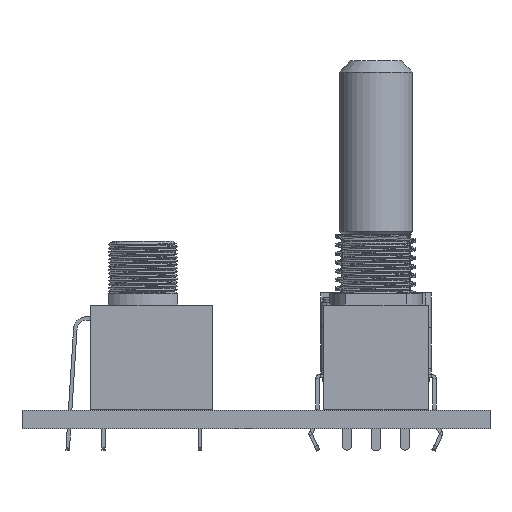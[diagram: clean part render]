
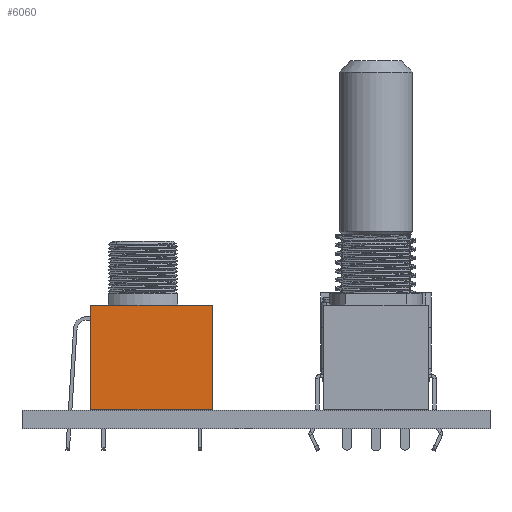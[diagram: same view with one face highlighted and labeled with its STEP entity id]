
A CAD part, front view. The second image highlights one B-rep face of the part: STEP entity #6060.
In plain terms, the highlighted face is planar.
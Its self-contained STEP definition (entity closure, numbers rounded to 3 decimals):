
#2516 = PLANE('',#2517);
#2517 = AXIS2_PLACEMENT_3D('',#2518,#2519,#2520);
#2518 = CARTESIAN_POINT('',(0.,0.,9.));
#2519 = DIRECTION('',(0.,0.,1.));
#2520 = DIRECTION('',(1.,0.,-0.));
#3180 = PLANE('',#3181);
#3181 = AXIS2_PLACEMENT_3D('',#3182,#3183,#3184);
#3182 = CARTESIAN_POINT('',(0.,0.,0.));
#3183 = DIRECTION('',(0.,0.,1.));
#3184 = DIRECTION('',(1.,0.,-0.));
#5901 = PLANE('',#5902);
#5902 = AXIS2_PLACEMENT_3D('',#5903,#5904,#5905);
#5903 = CARTESIAN_POINT('',(4.5,5.25,9.));
#5904 = DIRECTION('',(0.,-1.,0.));
#5905 = DIRECTION('',(0.,0.,-1.));
#5952 = PLANE('',#5953);
#5953 = AXIS2_PLACEMENT_3D('',#5954,#5955,#5956);
#5954 = CARTESIAN_POINT('',(-4.5,-5.25,9.));
#5955 = DIRECTION('',(0.,1.,0.));
#5956 = DIRECTION('',(0.,-0.,1.));
#5988 = EDGE_CURVE('',#5989,#5991,#5993,.T.);
#5989 = VERTEX_POINT('',#5990);
#5990 = CARTESIAN_POINT('',(4.5,5.25,9.));
#5991 = VERTEX_POINT('',#5992);
#5992 = CARTESIAN_POINT('',(4.5,5.25,0.));
#5993 = SURFACE_CURVE('',#5994,(#5998,#6005),.PCURVE_S1.);
#5994 = LINE('',#5995,#5996);
#5995 = CARTESIAN_POINT('',(4.5,5.25,9.));
#5996 = VECTOR('',#5997,1.);
#5997 = DIRECTION('',(0.,0.,-1.));
#5998 = PCURVE('',#5901,#5999);
#5999 = DEFINITIONAL_REPRESENTATION('',(#6000),#6004);
#6000 = LINE('',#6001,#6002);
#6001 = CARTESIAN_POINT('',(0.,0.));
#6002 = VECTOR('',#6003,1.);
#6003 = DIRECTION('',(1.,0.));
#6004 = ( GEOMETRIC_REPRESENTATION_CONTEXT(2) 
PARAMETRIC_REPRESENTATION_CONTEXT() REPRESENTATION_CONTEXT('2D SPACE',''
  ) );
#6005 = PCURVE('',#6006,#6011);
#6006 = PLANE('',#6007);
#6007 = AXIS2_PLACEMENT_3D('',#6008,#6009,#6010);
#6008 = CARTESIAN_POINT('',(4.5,-5.25,9.));
#6009 = DIRECTION('',(-1.,0.,0.));
#6010 = DIRECTION('',(0.,0.,1.));
#6011 = DEFINITIONAL_REPRESENTATION('',(#6012),#6016);
#6012 = LINE('',#6013,#6014);
#6013 = CARTESIAN_POINT('',(0.,10.5));
#6014 = VECTOR('',#6015,1.);
#6015 = DIRECTION('',(-1.,0.));
#6016 = ( GEOMETRIC_REPRESENTATION_CONTEXT(2) 
PARAMETRIC_REPRESENTATION_CONTEXT() REPRESENTATION_CONTEXT('2D SPACE',''
  ) );
#6060 = ADVANCED_FACE('',(#6061),#6006,.F.);
#6061 = FACE_BOUND('',#6062,.F.);
#6062 = EDGE_LOOP('',(#6063,#6088,#6109,#6110));
#6063 = ORIENTED_EDGE('',*,*,#6064,.F.);
#6064 = EDGE_CURVE('',#6065,#6067,#6069,.T.);
#6065 = VERTEX_POINT('',#6066);
#6066 = CARTESIAN_POINT('',(4.5,-5.25,9.));
#6067 = VERTEX_POINT('',#6068);
#6068 = CARTESIAN_POINT('',(4.5,-5.25,0.));
#6069 = SURFACE_CURVE('',#6070,(#6074,#6081),.PCURVE_S1.);
#6070 = LINE('',#6071,#6072);
#6071 = CARTESIAN_POINT('',(4.5,-5.25,9.));
#6072 = VECTOR('',#6073,1.);
#6073 = DIRECTION('',(0.,0.,-1.));
#6074 = PCURVE('',#6006,#6075);
#6075 = DEFINITIONAL_REPRESENTATION('',(#6076),#6080);
#6076 = LINE('',#6077,#6078);
#6077 = CARTESIAN_POINT('',(0.,0.));
#6078 = VECTOR('',#6079,1.);
#6079 = DIRECTION('',(-1.,0.));
#6080 = ( GEOMETRIC_REPRESENTATION_CONTEXT(2) 
PARAMETRIC_REPRESENTATION_CONTEXT() REPRESENTATION_CONTEXT('2D SPACE',''
  ) );
#6081 = PCURVE('',#5952,#6082);
#6082 = DEFINITIONAL_REPRESENTATION('',(#6083),#6087);
#6083 = LINE('',#6084,#6085);
#6084 = CARTESIAN_POINT('',(0.,9.));
#6085 = VECTOR('',#6086,1.);
#6086 = DIRECTION('',(-1.,0.));
#6087 = ( GEOMETRIC_REPRESENTATION_CONTEXT(2) 
PARAMETRIC_REPRESENTATION_CONTEXT() REPRESENTATION_CONTEXT('2D SPACE',''
  ) );
#6088 = ORIENTED_EDGE('',*,*,#6089,.T.);
#6089 = EDGE_CURVE('',#6065,#5989,#6090,.T.);
#6090 = SURFACE_CURVE('',#6091,(#6095,#6102),.PCURVE_S1.);
#6091 = LINE('',#6092,#6093);
#6092 = CARTESIAN_POINT('',(4.5,-5.25,9.));
#6093 = VECTOR('',#6094,1.);
#6094 = DIRECTION('',(0.,1.,0.));
#6095 = PCURVE('',#6006,#6096);
#6096 = DEFINITIONAL_REPRESENTATION('',(#6097),#6101);
#6097 = LINE('',#6098,#6099);
#6098 = CARTESIAN_POINT('',(0.,0.));
#6099 = VECTOR('',#6100,1.);
#6100 = DIRECTION('',(0.,1.));
#6101 = ( GEOMETRIC_REPRESENTATION_CONTEXT(2) 
PARAMETRIC_REPRESENTATION_CONTEXT() REPRESENTATION_CONTEXT('2D SPACE',''
  ) );
#6102 = PCURVE('',#2516,#6103);
#6103 = DEFINITIONAL_REPRESENTATION('',(#6104),#6108);
#6104 = LINE('',#6105,#6106);
#6105 = CARTESIAN_POINT('',(4.5,-5.25));
#6106 = VECTOR('',#6107,1.);
#6107 = DIRECTION('',(0.,1.));
#6108 = ( GEOMETRIC_REPRESENTATION_CONTEXT(2) 
PARAMETRIC_REPRESENTATION_CONTEXT() REPRESENTATION_CONTEXT('2D SPACE',''
  ) );
#6109 = ORIENTED_EDGE('',*,*,#5988,.T.);
#6110 = ORIENTED_EDGE('',*,*,#6111,.F.);
#6111 = EDGE_CURVE('',#6067,#5991,#6112,.T.);
#6112 = SURFACE_CURVE('',#6113,(#6117,#6124),.PCURVE_S1.);
#6113 = LINE('',#6114,#6115);
#6114 = CARTESIAN_POINT('',(4.5,-5.25,0.));
#6115 = VECTOR('',#6116,1.);
#6116 = DIRECTION('',(0.,1.,0.));
#6117 = PCURVE('',#6006,#6118);
#6118 = DEFINITIONAL_REPRESENTATION('',(#6119),#6123);
#6119 = LINE('',#6120,#6121);
#6120 = CARTESIAN_POINT('',(-9.,0.));
#6121 = VECTOR('',#6122,1.);
#6122 = DIRECTION('',(0.,1.));
#6123 = ( GEOMETRIC_REPRESENTATION_CONTEXT(2) 
PARAMETRIC_REPRESENTATION_CONTEXT() REPRESENTATION_CONTEXT('2D SPACE',''
  ) );
#6124 = PCURVE('',#3180,#6125);
#6125 = DEFINITIONAL_REPRESENTATION('',(#6126),#6130);
#6126 = LINE('',#6127,#6128);
#6127 = CARTESIAN_POINT('',(4.5,-5.25));
#6128 = VECTOR('',#6129,1.);
#6129 = DIRECTION('',(0.,1.));
#6130 = ( GEOMETRIC_REPRESENTATION_CONTEXT(2) 
PARAMETRIC_REPRESENTATION_CONTEXT() REPRESENTATION_CONTEXT('2D SPACE',''
  ) );
